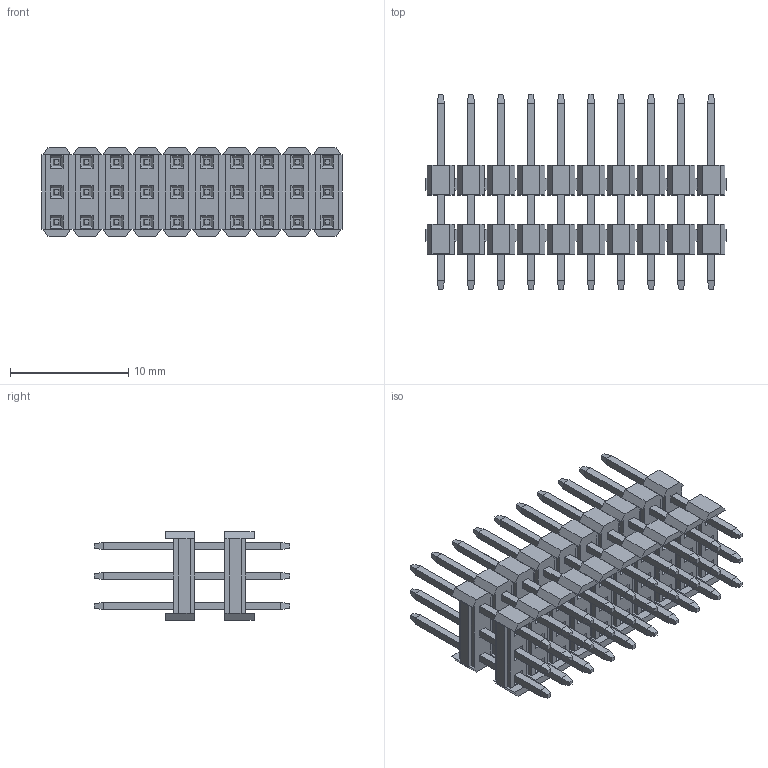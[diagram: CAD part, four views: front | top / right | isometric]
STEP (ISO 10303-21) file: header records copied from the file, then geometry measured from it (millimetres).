
FILE_DESCRIPTION( ('This file contains a STEP AP42 implementation' ,'as created by ZW3D STEP Interface translator.') ,'2;1' );
FILE_NAME( '1125-23XXXXSXXXXXXX(·´Ïò).stp' ,'23 331.16 321', (''), ('ZWCAD Software Co.'), 'Version 1.0', 'ZW3D to STEP translator', '' );
FILE_SCHEMA(('AUTOMOTIVE_DESIGN { 1 0 10303 214 1 1 1 1 }'));
Length unit declared in the file: millimetre
Products named in the file (4): 0; 1125-2320XXS165XXXX(毀砃); G1125-3_2; T1164-S_5
Assembly tree (32 placements, depth 2):
  0
  1125-2320XXS165XXXX(毀砃)
    G1125-3_2  x2
    T1164-S_5  x30
Bounding box: 25.4 x 16.5 x 7.5 mm (x, y, z)
Volume: 778.5 mm3; surface area: 2805.2 mm2
Topology: 32 solids, 32 shells, 1392 faces, 3344 edges, 2016 vertices
Faces by surface type: plane 1392
Entity records: 15614 total; most frequent: CARTESIAN_POINT 2631, ORIENTED_EDGE 2560, DIRECTION 2414, VECTOR 1280, LINE 1280, EDGE_CURVE 1280, VERTEX_POINT 784, AXIS2_PLACEMENT_3D 567
